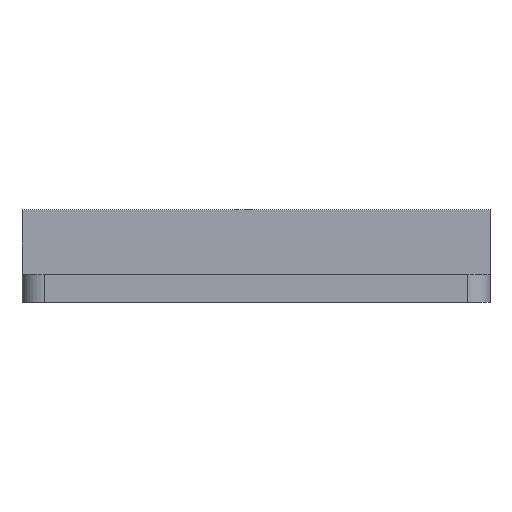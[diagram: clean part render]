
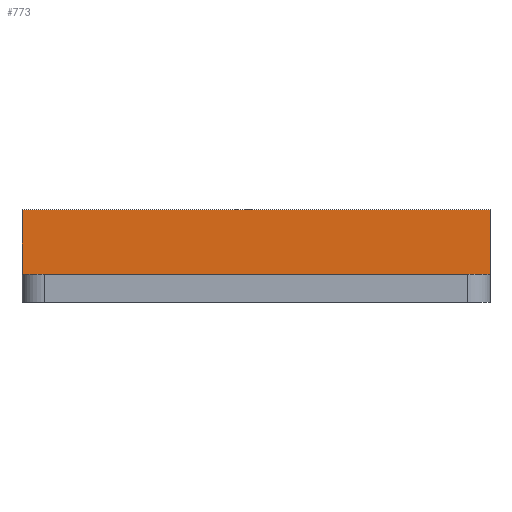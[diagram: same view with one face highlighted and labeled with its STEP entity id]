
A CAD part, left-side view. The second image highlights one B-rep face of the part: STEP entity #773.
In plain terms, the highlighted planar face has unit normal (-1, 0, 0).
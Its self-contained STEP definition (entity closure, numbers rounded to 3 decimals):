
#81 = VERTEX_POINT('',#82);
#82 = CARTESIAN_POINT('',(-30.,41.75,0.));
#88 = EDGE_CURVE('',#81,#89,#91,.T.);
#89 = VERTEX_POINT('',#90);
#90 = CARTESIAN_POINT('',(-30.,41.75,11.5));
#91 = LINE('',#92,#93);
#92 = CARTESIAN_POINT('',(-30.,41.75,0.));
#93 = VECTOR('',#94,1.);
#94 = DIRECTION('',(0.,0.,1.));
#185 = VERTEX_POINT('',#186);
#186 = CARTESIAN_POINT('',(-30.,-41.75,0.));
#192 = EDGE_CURVE('',#193,#185,#195,.T.);
#193 = VERTEX_POINT('',#194);
#194 = CARTESIAN_POINT('',(-30.,-35.5,0.));
#195 = LINE('',#196,#197);
#196 = CARTESIAN_POINT('',(-30.,41.75,0.));
#197 = VECTOR('',#198,1.);
#198 = DIRECTION('',(0.,-1.,0.));
#235 = VERTEX_POINT('',#236);
#236 = CARTESIAN_POINT('',(-30.,35.5,0.));
#242 = EDGE_CURVE('',#81,#235,#243,.T.);
#243 = LINE('',#244,#245);
#244 = CARTESIAN_POINT('',(-30.,41.75,0.));
#245 = VECTOR('',#246,1.);
#246 = DIRECTION('',(0.,-1.,0.));
#498 = VERTEX_POINT('',#499);
#499 = CARTESIAN_POINT('',(-30.,35.5,-5.));
#534 = VERTEX_POINT('',#535);
#535 = CARTESIAN_POINT('',(-30.,-35.5,-5.));
#541 = EDGE_CURVE('',#534,#498,#542,.T.);
#542 = LINE('',#543,#544);
#543 = CARTESIAN_POINT('',(-30.,17.75,-5.));
#544 = VECTOR('',#545,1.);
#545 = DIRECTION('',(0.,1.,0.));
#753 = EDGE_CURVE('',#89,#754,#756,.T.);
#754 = VERTEX_POINT('',#755);
#755 = CARTESIAN_POINT('',(-30.,-41.75,11.5));
#756 = LINE('',#757,#758);
#757 = CARTESIAN_POINT('',(-30.,41.75,11.5));
#758 = VECTOR('',#759,1.);
#759 = DIRECTION('',(0.,-1.,0.));
#773 = ADVANCED_FACE('',(#774),#799,.T.);
#774 = FACE_BOUND('',#775,.T.);
#775 = EDGE_LOOP('',(#776,#777,#778,#784,#785,#791,#792,#798));
#776 = ORIENTED_EDGE('',*,*,#88,.F.);
#777 = ORIENTED_EDGE('',*,*,#242,.T.);
#778 = ORIENTED_EDGE('',*,*,#779,.T.);
#779 = EDGE_CURVE('',#235,#498,#780,.T.);
#780 = LINE('',#781,#782);
#781 = CARTESIAN_POINT('',(-30.,35.5,0.));
#782 = VECTOR('',#783,1.);
#783 = DIRECTION('',(-0.,-0.,-1.));
#784 = ORIENTED_EDGE('',*,*,#541,.F.);
#785 = ORIENTED_EDGE('',*,*,#786,.F.);
#786 = EDGE_CURVE('',#193,#534,#787,.T.);
#787 = LINE('',#788,#789);
#788 = CARTESIAN_POINT('',(-30.,-35.5,0.));
#789 = VECTOR('',#790,1.);
#790 = DIRECTION('',(-0.,-0.,-1.));
#791 = ORIENTED_EDGE('',*,*,#192,.T.);
#792 = ORIENTED_EDGE('',*,*,#793,.T.);
#793 = EDGE_CURVE('',#185,#754,#794,.T.);
#794 = LINE('',#795,#796);
#795 = CARTESIAN_POINT('',(-30.,-41.75,0.));
#796 = VECTOR('',#797,1.);
#797 = DIRECTION('',(0.,0.,1.));
#798 = ORIENTED_EDGE('',*,*,#753,.F.);
#799 = PLANE('',#800);
#800 = AXIS2_PLACEMENT_3D('',#801,#802,#803);
#801 = CARTESIAN_POINT('',(-30.,0.,3.563));
#802 = DIRECTION('',(-1.,-0.,-0.));
#803 = DIRECTION('',(0.,0.,-1.));
